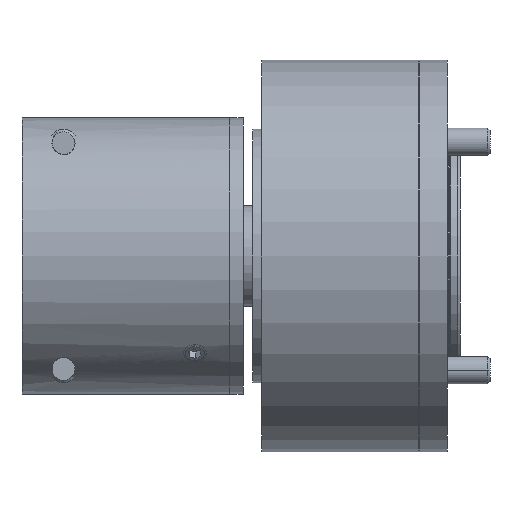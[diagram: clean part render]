
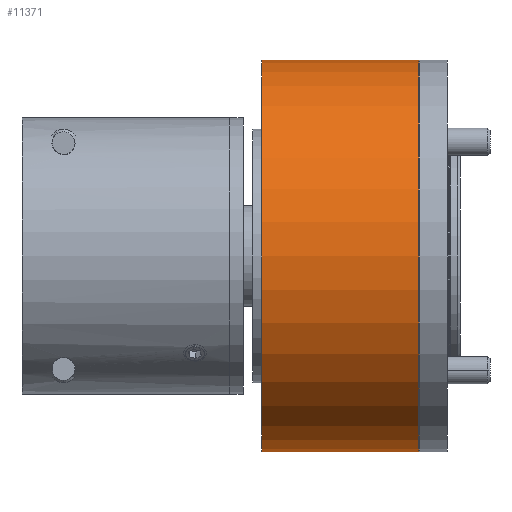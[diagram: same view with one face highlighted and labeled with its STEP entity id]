
A CAD part, front view. The second image highlights one B-rep face of the part: STEP entity #11371.
In plain terms, the highlighted cylindrical face has radius 42.5 mm (diameter 85 mm), a partial arc.
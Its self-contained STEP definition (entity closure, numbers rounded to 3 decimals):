
#68 = DIRECTION ( 'NONE',  ( -1., 0., 0. ) ) ;
#143 = ORIENTED_EDGE ( 'NONE', *, *, #15823, .F. ) ;
#903 = VERTEX_POINT ( 'NONE', #18845 ) ;
#988 = ORIENTED_EDGE ( 'NONE', *, *, #4019, .F. ) ;
#1512 = AXIS2_PLACEMENT_3D ( 'NONE', #10504, #2963, #3227 ) ;
#2858 = VERTEX_POINT ( 'NONE', #5799 ) ;
#2963 = DIRECTION ( 'NONE',  ( -1., 0., 0. ) ) ;
#3227 = DIRECTION ( 'NONE',  ( 0., 0., 1. ) ) ;
#3352 = EDGE_CURVE ( 'NONE', #16951, #12265, #15220, .T. ) ;
#3356 = DIRECTION ( 'NONE',  ( 0., 0., 1. ) ) ;
#3826 = CIRCLE ( 'NONE', #19341, 42.5 ) ;
#3943 = AXIS2_PLACEMENT_3D ( 'NONE', #4648, #68, #3356 ) ;
#4019 = EDGE_CURVE ( 'NONE', #903, #2858, #10884, .T. ) ;
#4648 = CARTESIAN_POINT ( 'NONE',  ( 2.8, 0., 0. ) ) ;
#5118 = CARTESIAN_POINT ( 'NONE',  ( 2.8, 0., 42.5 ) ) ;
#5799 = CARTESIAN_POINT ( 'NONE',  ( 2.8, 0., -42.5 ) ) ;
#6440 = EDGE_CURVE ( 'NONE', #903, #16951, #3826, .T. ) ;
#6889 = VECTOR ( 'NONE', #9053, 1000. ) ;
#7285 = DIRECTION ( 'NONE',  ( -1., 0., 0. ) ) ;
#7360 = DIRECTION ( 'NONE',  ( 0., 0., 1. ) ) ;
#7536 = ORIENTED_EDGE ( 'NONE', *, *, #6440, .T. ) ;
#7805 = CARTESIAN_POINT ( 'NONE',  ( -39.259, 0., -42.5 ) ) ;
#8029 = CIRCLE ( 'NONE', #3943, 42.5 ) ;
#8670 = DIRECTION ( 'NONE',  ( -1., 0., 0. ) ) ;
#8884 = EDGE_LOOP ( 'NONE', ( #988, #7536, #17357, #143 ) ) ;
#9053 = DIRECTION ( 'NONE',  ( -1., 0., 0. ) ) ;
#10366 = CARTESIAN_POINT ( 'NONE',  ( 36.8, 0., 0. ) ) ;
#10504 = CARTESIAN_POINT ( 'NONE',  ( -39.259, 0., 0. ) ) ;
#10884 = LINE ( 'NONE', #7805, #6889 ) ;
#11371 = ADVANCED_FACE ( 'NONE', ( #13792 ), #18493, .T. ) ;
#12265 = VERTEX_POINT ( 'NONE', #5118 ) ;
#13301 = CARTESIAN_POINT ( 'NONE',  ( -39.259, 0., 42.5 ) ) ;
#13792 = FACE_OUTER_BOUND ( 'NONE', #8884, .T. ) ;
#14734 = CARTESIAN_POINT ( 'NONE',  ( 36.8, 0., 42.5 ) ) ;
#15220 = LINE ( 'NONE', #13301, #18536 ) ;
#15823 = EDGE_CURVE ( 'NONE', #2858, #12265, #8029, .T. ) ;
#16951 = VERTEX_POINT ( 'NONE', #14734 ) ;
#17357 = ORIENTED_EDGE ( 'NONE', *, *, #3352, .T. ) ;
#18493 = CYLINDRICAL_SURFACE ( 'NONE', #1512, 42.5 ) ;
#18536 = VECTOR ( 'NONE', #8670, 1000. ) ;
#18845 = CARTESIAN_POINT ( 'NONE',  ( 36.8, 0., -42.5 ) ) ;
#19341 = AXIS2_PLACEMENT_3D ( 'NONE', #10366, #7285, #7360 ) ;
